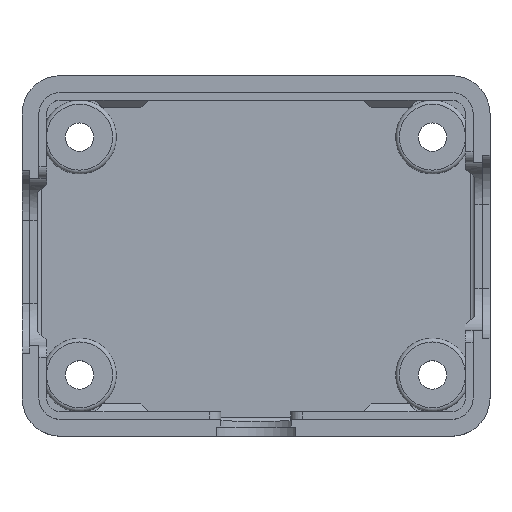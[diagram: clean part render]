
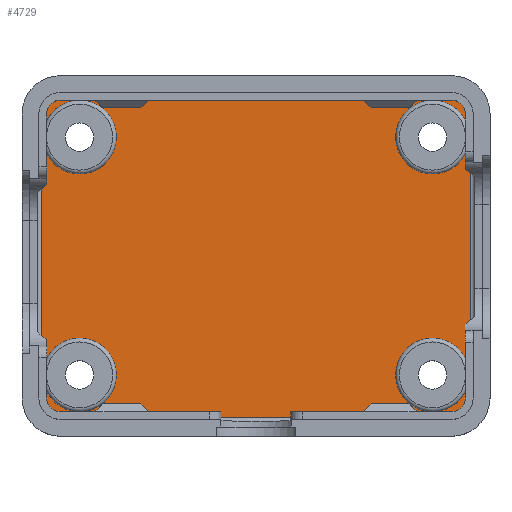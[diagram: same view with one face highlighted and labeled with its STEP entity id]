
A CAD part, top view. The second image highlights one B-rep face of the part: STEP entity #4729.
In plain terms, the highlighted planar face has unit normal (0, 0, 1).
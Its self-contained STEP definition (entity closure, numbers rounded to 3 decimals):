
#314=FACE_BOUND('',#1776,.T.);
#315=FACE_BOUND('',#1777,.T.);
#316=FACE_BOUND('',#1778,.T.);
#317=FACE_BOUND('',#1779,.T.);
#425=PLANE('',#5044);
#803=LINE('',#8992,#1184);
#804=LINE('',#8996,#1185);
#805=LINE('',#9000,#1186);
#806=LINE('',#9003,#1187);
#1184=VECTOR('',#6033,10.);
#1185=VECTOR('',#6036,10.);
#1186=VECTOR('',#6039,10.);
#1187=VECTOR('',#6042,10.);
#1494=FACE_OUTER_BOUND('',#1775,.T.);
#1775=EDGE_LOOP('',(#4419,#4420,#4421,#4422,#4423,#4424,#4425,#4426));
#1776=EDGE_LOOP('',(#4427));
#1777=EDGE_LOOP('',(#4428));
#1778=EDGE_LOOP('',(#4429));
#1779=EDGE_LOOP('',(#4430));
#1793=CIRCLE('',#4760,4.8);
#1799=CIRCLE('',#4769,4.8);
#1805=CIRCLE('',#4778,4.8);
#1811=CIRCLE('',#4787,4.8);
#1911=CIRCLE('',#5045,2.5);
#1912=CIRCLE('',#5046,2.5);
#1913=CIRCLE('',#5047,2.5);
#1914=CIRCLE('',#5048,2.5);
#1927=VERTEX_POINT('',#6092);
#1932=VERTEX_POINT('',#6107);
#1937=VERTEX_POINT('',#6122);
#1942=VERTEX_POINT('',#6137);
#2365=VERTEX_POINT('',#8988);
#2366=VERTEX_POINT('',#8989);
#2367=VERTEX_POINT('',#8991);
#2368=VERTEX_POINT('',#8993);
#2369=VERTEX_POINT('',#8995);
#2370=VERTEX_POINT('',#8997);
#2371=VERTEX_POINT('',#8999);
#2372=VERTEX_POINT('',#9001);
#2378=EDGE_CURVE('',#1927,#1927,#1793,.T.);
#2385=EDGE_CURVE('',#1932,#1932,#1799,.T.);
#2392=EDGE_CURVE('',#1937,#1937,#1805,.T.);
#2399=EDGE_CURVE('',#1942,#1942,#1811,.T.);
#3054=EDGE_CURVE('',#2365,#2366,#1911,.T.);
#3055=EDGE_CURVE('',#2366,#2367,#803,.T.);
#3056=EDGE_CURVE('',#2367,#2368,#1912,.T.);
#3057=EDGE_CURVE('',#2368,#2369,#804,.T.);
#3058=EDGE_CURVE('',#2369,#2370,#1913,.T.);
#3059=EDGE_CURVE('',#2370,#2371,#805,.T.);
#3060=EDGE_CURVE('',#2371,#2372,#1914,.T.);
#3061=EDGE_CURVE('',#2372,#2365,#806,.T.);
#4419=ORIENTED_EDGE('',*,*,#3054,.T.);
#4420=ORIENTED_EDGE('',*,*,#3055,.T.);
#4421=ORIENTED_EDGE('',*,*,#3056,.T.);
#4422=ORIENTED_EDGE('',*,*,#3057,.T.);
#4423=ORIENTED_EDGE('',*,*,#3058,.T.);
#4424=ORIENTED_EDGE('',*,*,#3059,.T.);
#4425=ORIENTED_EDGE('',*,*,#3060,.T.);
#4426=ORIENTED_EDGE('',*,*,#3061,.T.);
#4427=ORIENTED_EDGE('',*,*,#2399,.T.);
#4428=ORIENTED_EDGE('',*,*,#2385,.T.);
#4429=ORIENTED_EDGE('',*,*,#2392,.T.);
#4430=ORIENTED_EDGE('',*,*,#2378,.T.);
#4729=ADVANCED_FACE('',(#1494,#314,#315,#316,#317),#425,.T.);
#4760=AXIS2_PLACEMENT_3D('',#6094,#5085,#5086);
#4769=AXIS2_PLACEMENT_3D('',#6109,#5104,#5105);
#4778=AXIS2_PLACEMENT_3D('',#6124,#5123,#5124);
#4787=AXIS2_PLACEMENT_3D('',#6139,#5142,#5143);
#5044=AXIS2_PLACEMENT_3D('',#8987,#6029,#6030);
#5045=AXIS2_PLACEMENT_3D('',#8990,#6031,#6032);
#5046=AXIS2_PLACEMENT_3D('',#8994,#6034,#6035);
#5047=AXIS2_PLACEMENT_3D('',#8998,#6037,#6038);
#5048=AXIS2_PLACEMENT_3D('',#9002,#6040,#6041);
#5085=DIRECTION('center_axis',(0.,0.,-1.));
#5086=DIRECTION('ref_axis',(1.,0.,0.));
#5104=DIRECTION('center_axis',(0.,0.,-1.));
#5105=DIRECTION('ref_axis',(1.,0.,0.));
#5123=DIRECTION('center_axis',(0.,0.,-1.));
#5124=DIRECTION('ref_axis',(1.,0.,0.));
#5142=DIRECTION('center_axis',(0.,0.,-1.));
#5143=DIRECTION('ref_axis',(1.,0.,0.));
#6029=DIRECTION('center_axis',(0.,0.,1.));
#6030=DIRECTION('ref_axis',(1.,0.,0.));
#6031=DIRECTION('center_axis',(0.,0.,1.));
#6032=DIRECTION('ref_axis',(0.707,0.707,0.));
#6033=DIRECTION('',(-1.,0.,0.));
#6034=DIRECTION('center_axis',(0.,0.,1.));
#6035=DIRECTION('ref_axis',(-0.707,0.707,0.));
#6036=DIRECTION('',(0.,-1.,0.));
#6037=DIRECTION('center_axis',(0.,0.,1.));
#6038=DIRECTION('ref_axis',(-0.707,-0.707,0.));
#6039=DIRECTION('',(1.,0.,0.));
#6040=DIRECTION('center_axis',(0.,0.,1.));
#6041=DIRECTION('ref_axis',(0.707,-0.707,0.));
#6042=DIRECTION('',(0.,1.,0.));
#6092=CARTESIAN_POINT('',(-58.3,8.,2.));
#6094=CARTESIAN_POINT('Origin',(-53.5,8.,2.));
#6107=CARTESIAN_POINT('',(-58.3,39.,2.));
#6109=CARTESIAN_POINT('Origin',(-53.5,39.,2.));
#6122=CARTESIAN_POINT('',(-12.3,8.,2.));
#6124=CARTESIAN_POINT('Origin',(-7.5,8.,2.));
#6137=CARTESIAN_POINT('',(-12.3,39.,2.));
#6139=CARTESIAN_POINT('Origin',(-7.5,39.,2.));
#8987=CARTESIAN_POINT('Origin',(-30.5,23.5,2.));
#8988=CARTESIAN_POINT('',(-2.5,42.,2.));
#8989=CARTESIAN_POINT('',(-5.,44.5,2.));
#8990=CARTESIAN_POINT('Origin',(-5.,42.,2.));
#8991=CARTESIAN_POINT('',(-56.,44.5,2.));
#8992=CARTESIAN_POINT('',(-15.25,44.5,2.));
#8993=CARTESIAN_POINT('',(-58.5,42.,2.));
#8994=CARTESIAN_POINT('Origin',(-56.,42.,2.));
#8995=CARTESIAN_POINT('',(-58.5,5.,2.));
#8996=CARTESIAN_POINT('',(-58.5,35.25,2.));
#8997=CARTESIAN_POINT('',(-56.,2.5,2.));
#8998=CARTESIAN_POINT('Origin',(-56.,5.,2.));
#8999=CARTESIAN_POINT('',(-5.,2.5,2.));
#9000=CARTESIAN_POINT('',(-45.75,2.5,2.));
#9001=CARTESIAN_POINT('',(-2.5,5.,2.));
#9002=CARTESIAN_POINT('Origin',(-5.,5.,2.));
#9003=CARTESIAN_POINT('',(-2.5,11.75,2.));
